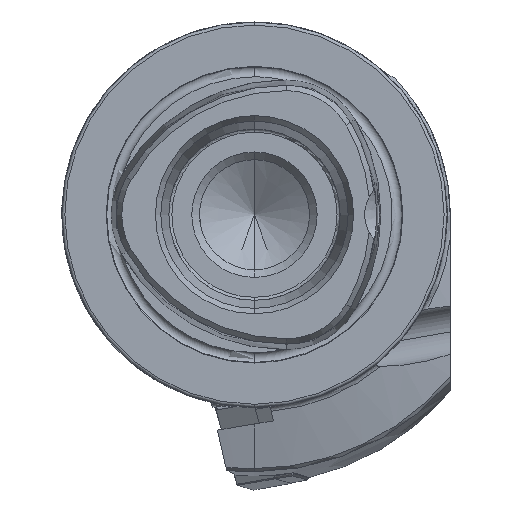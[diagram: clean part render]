
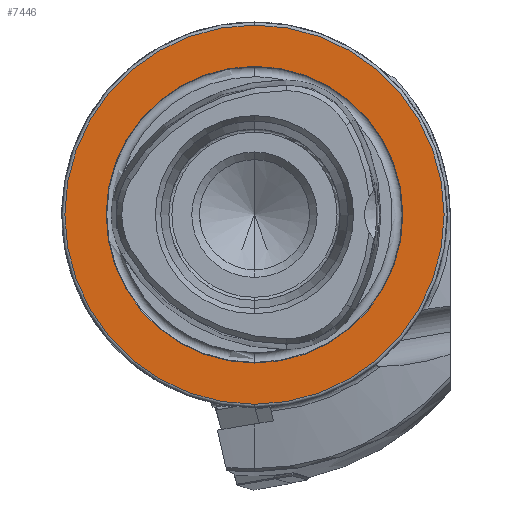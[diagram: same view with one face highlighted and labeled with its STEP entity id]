
A CAD part, left-side view. The second image highlights one B-rep face of the part: STEP entity #7446.
In plain terms, the highlighted planar face has unit normal (-1, 0, 0).
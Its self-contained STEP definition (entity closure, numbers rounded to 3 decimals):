
#1270 = EDGE_CURVE ( 'NONE', #2723, #10979, #8068, .T. ) ;
#1274 = EDGE_CURVE ( 'NONE', #10989, #11606, #8076, .T. ) ;
#1426 = ORIENTED_EDGE ( 'NONE', *, *, #7209, .F. ) ;
#1866 = CARTESIAN_POINT ( 'NONE',  ( 0., 0., 0. ) ) ;
#1867 = DIRECTION ( 'NONE',  ( -1., 0., 0. ) ) ;
#1868 = DIRECTION ( 'NONE',  ( 0., 0., 1. ) ) ;
#1869 = CARTESIAN_POINT ( 'NONE',  ( 0., 0., 0. ) ) ;
#1870 = DIRECTION ( 'NONE',  ( -1., 0., 0. ) ) ;
#1871 = DIRECTION ( 'NONE',  ( 0., 0., 1. ) ) ;
#2642 = EDGE_LOOP ( 'NONE', ( #11701, #11699 ) ) ;
#2645 = EDGE_LOOP ( 'NONE', ( #1426, #11703 ) ) ;
#2723 = VERTEX_POINT ( 'NONE', #8466 ) ;
#3188 = FACE_OUTER_BOUND ( 'NONE', #2642, .T. ) ;
#3192 = FACE_BOUND ( 'NONE', #2645, .T. ) ;
#4726 = AXIS2_PLACEMENT_3D ( 'NONE', #8414, #8415, #8416 ) ;
#4729 = AXIS2_PLACEMENT_3D ( 'NONE', #8428, #8429, #8430 ) ;
#4850 = AXIS2_PLACEMENT_3D ( 'NONE', #1866, #1867, #1868 ) ;
#4851 = AXIS2_PLACEMENT_3D ( 'NONE', #1869, #1870, #1871 ) ;
#5474 = CARTESIAN_POINT ( 'NONE',  ( 0., 0., 24.25 ) ) ;
#5484 = CARTESIAN_POINT ( 'NONE',  ( 0., 0., 31. ) ) ;
#5513 = CARTESIAN_POINT ( 'NONE',  ( 0., 0., -31. ) ) ;
#7020 = CIRCLE ( 'NONE', #4850, 31. ) ;
#7022 = CIRCLE ( 'NONE', #4851, 24.25 ) ;
#7208 = EDGE_CURVE ( 'NONE', #11606, #10989, #7020, .T. ) ;
#7209 = EDGE_CURVE ( 'NONE', #10979, #2723, #7022, .T. ) ;
#7446 = ADVANCED_FACE ( 'NONE', ( #3192, #3188 ), #9485, .F. ) ;
#8068 = CIRCLE ( 'NONE', #4726, 24.25 ) ;
#8076 = CIRCLE ( 'NONE', #4729, 31. ) ;
#8414 = CARTESIAN_POINT ( 'NONE',  ( 0., 0., 0. ) ) ;
#8415 = DIRECTION ( 'NONE',  ( -1., 0., 0. ) ) ;
#8416 = DIRECTION ( 'NONE',  ( 0., 0., 1. ) ) ;
#8428 = CARTESIAN_POINT ( 'NONE',  ( 0., 0., 0. ) ) ;
#8429 = DIRECTION ( 'NONE',  ( -1., 0., 0. ) ) ;
#8430 = DIRECTION ( 'NONE',  ( 0., 0., 1. ) ) ;
#8466 = CARTESIAN_POINT ( 'NONE',  ( 0., 0., -24.25 ) ) ;
#9482 = CARTESIAN_POINT ( 'NONE',  ( 0., 24.25, 0. ) ) ;
#9485 = PLANE ( 'NONE',  #11750 ) ;
#9487 = DIRECTION ( 'NONE',  ( 1., 0., 0. ) ) ;
#9488 = DIRECTION ( 'NONE',  ( 0., 0., -1. ) ) ;
#10979 = VERTEX_POINT ( 'NONE', #5474 ) ;
#10989 = VERTEX_POINT ( 'NONE', #5484 ) ;
#11606 = VERTEX_POINT ( 'NONE', #5513 ) ;
#11699 = ORIENTED_EDGE ( 'NONE', *, *, #7208, .T. ) ;
#11701 = ORIENTED_EDGE ( 'NONE', *, *, #1274, .T. ) ;
#11703 = ORIENTED_EDGE ( 'NONE', *, *, #1270, .F. ) ;
#11750 = AXIS2_PLACEMENT_3D ( 'NONE', #9482, #9487, #9488 ) ;
